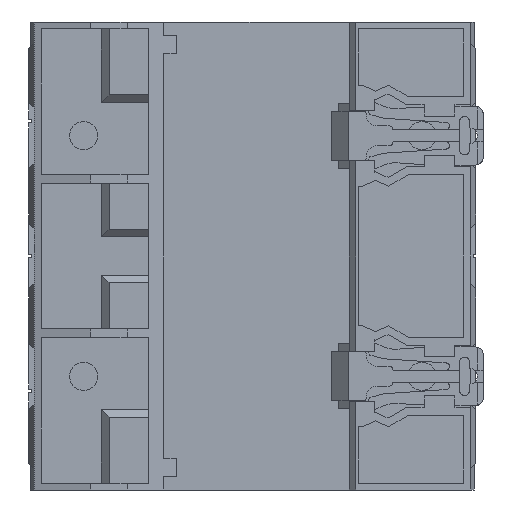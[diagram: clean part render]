
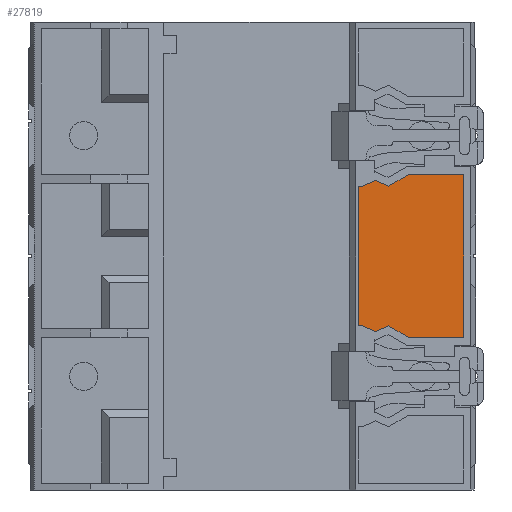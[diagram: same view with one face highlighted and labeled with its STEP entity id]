
A CAD part, front view. The second image highlights one B-rep face of the part: STEP entity #27819.
In plain terms, the highlighted planar face has unit normal (0, -1, 0).
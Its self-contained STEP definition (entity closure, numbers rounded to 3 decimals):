
#595 = VERTEX_POINT ( 'NONE', #1329 ) ;
#1123 = LINE ( 'NONE', #38039, #39283 ) ;
#1139 = VERTEX_POINT ( 'NONE', #19778 ) ;
#1329 = CARTESIAN_POINT ( 'NONE',  ( 71.6, 1.6, 15.55 ) ) ;
#1399 = EDGE_CURVE ( 'NONE', #13953, #9503, #18370, .T. ) ;
#1467 = ORIENTED_EDGE ( 'NONE', *, *, #11567, .T. ) ;
#1479 = ORIENTED_EDGE ( 'NONE', *, *, #2780, .T. ) ;
#1675 = VECTOR ( 'NONE', #19914, 1000. ) ;
#2780 = EDGE_CURVE ( 'NONE', #4960, #30826, #9425, .T. ) ;
#2797 = VECTOR ( 'NONE', #13014, 1000. ) ;
#3004 = LINE ( 'NONE', #27321, #21460 ) ;
#3357 = LINE ( 'NONE', #12384, #27700 ) ;
#3499 = CARTESIAN_POINT ( 'NONE',  ( 67.8, 1.6, 13.35 ) ) ;
#3554 = DIRECTION ( 'NONE',  ( 0.865, 0., -0.501 ) ) ;
#3666 = VERTEX_POINT ( 'NONE', #22068 ) ;
#3688 = DIRECTION ( 'NONE',  ( -0.915, 0., 0.403 ) ) ;
#3825 = ORIENTED_EDGE ( 'NONE', *, *, #29450, .T. ) ;
#4155 = VECTOR ( 'NONE', #9812, 1000. ) ;
#4201 = CARTESIAN_POINT ( 'NONE',  ( 62., 1.6, -13.35 ) ) ;
#4960 = VERTEX_POINT ( 'NONE', #23409 ) ;
#5064 = CARTESIAN_POINT ( 'NONE',  ( 62., 1.6, 13.35 ) ) ;
#6151 = ORIENTED_EDGE ( 'NONE', *, *, #14336, .T. ) ;
#6693 = VERTEX_POINT ( 'NONE', #4201 ) ;
#6723 = LINE ( 'NONE', #18869, #34041 ) ;
#6816 = CARTESIAN_POINT ( 'NONE',  ( 82.2, 1.6, -15.55 ) ) ;
#7008 = DIRECTION ( 'NONE',  ( 1., 0., 0. ) ) ;
#7715 = VECTOR ( 'NONE', #7008, 1000. ) ;
#7852 = CARTESIAN_POINT ( 'NONE',  ( 62.8, 1.6, -13.35 ) ) ;
#8884 = DIRECTION ( 'NONE',  ( 1., 0., 0. ) ) ;
#9425 = LINE ( 'NONE', #6816, #2797 ) ;
#9503 = VERTEX_POINT ( 'NONE', #28092 ) ;
#9812 = DIRECTION ( 'NONE',  ( 0.915, 0., 0.403 ) ) ;
#10758 = CARTESIAN_POINT ( 'NONE',  ( 82.2, 1.6, 15.55 ) ) ;
#10944 = EDGE_CURVE ( 'NONE', #595, #36594, #6723, .T. ) ;
#11440 = EDGE_CURVE ( 'NONE', #35328, #6693, #21099, .T. ) ;
#11567 = EDGE_CURVE ( 'NONE', #9503, #3666, #3357, .T. ) ;
#12012 = DIRECTION ( 'NONE',  ( -1., 0., 0. ) ) ;
#12384 = CARTESIAN_POINT ( 'NONE',  ( 71.6, 1.6, -15.55 ) ) ;
#12738 = EDGE_CURVE ( 'NONE', #30826, #595, #35475, .T. ) ;
#12974 = FACE_OUTER_BOUND ( 'NONE', #29793, .T. ) ;
#13014 = DIRECTION ( 'NONE',  ( 0., 0., 1. ) ) ;
#13404 = CARTESIAN_POINT ( 'NONE',  ( 82.2, 1.6, 15.55 ) ) ;
#13953 = VERTEX_POINT ( 'NONE', #22281 ) ;
#14139 = VECTOR ( 'NONE', #8884, 1000. ) ;
#14336 = EDGE_CURVE ( 'NONE', #1139, #16623, #1123, .T. ) ;
#14531 = CARTESIAN_POINT ( 'NONE',  ( 65.3, 1.6, -14.45 ) ) ;
#16210 = EDGE_CURVE ( 'NONE', #6693, #35695, #17530, .T. ) ;
#16623 = VERTEX_POINT ( 'NONE', #20964 ) ;
#16916 = ORIENTED_EDGE ( 'NONE', *, *, #18106, .T. ) ;
#17165 = ORIENTED_EDGE ( 'NONE', *, *, #19342, .T. ) ;
#17530 = LINE ( 'NONE', #22151, #7715 ) ;
#18106 = EDGE_CURVE ( 'NONE', #35695, #13953, #29678, .T. ) ;
#18370 = LINE ( 'NONE', #33709, #4155 ) ;
#18869 = CARTESIAN_POINT ( 'NONE',  ( 71.6, 1.6, 15.55 ) ) ;
#19342 = EDGE_CURVE ( 'NONE', #16623, #35328, #3004, .T. ) ;
#19374 = ORIENTED_EDGE ( 'NONE', *, *, #16210, .T. ) ;
#19778 = CARTESIAN_POINT ( 'NONE',  ( 65.3, 1.6, 14.45 ) ) ;
#19914 = DIRECTION ( 'NONE',  ( -1., 0., 0. ) ) ;
#20523 = CARTESIAN_POINT ( 'NONE',  ( 62., 1.6, -13.35 ) ) ;
#20964 = CARTESIAN_POINT ( 'NONE',  ( 62.8, 1.6, 13.35 ) ) ;
#21099 = LINE ( 'NONE', #20523, #22588 ) ;
#21460 = VECTOR ( 'NONE', #12012, 1000. ) ;
#22068 = CARTESIAN_POINT ( 'NONE',  ( 71.6, 1.6, -15.55 ) ) ;
#22151 = CARTESIAN_POINT ( 'NONE',  ( 62.8, 1.6, -13.35 ) ) ;
#22281 = CARTESIAN_POINT ( 'NONE',  ( 65.3, 1.6, -14.45 ) ) ;
#22302 = ORIENTED_EDGE ( 'NONE', *, *, #12738, .T. ) ;
#22588 = VECTOR ( 'NONE', #24321, 1000. ) ;
#22724 = ORIENTED_EDGE ( 'NONE', *, *, #11440, .T. ) ;
#23409 = CARTESIAN_POINT ( 'NONE',  ( 82.2, 1.6, -15.55 ) ) ;
#23844 = CARTESIAN_POINT ( 'NONE',  ( 82.2, 1.6, -15.55 ) ) ;
#24321 = DIRECTION ( 'NONE',  ( 0., 0., -1. ) ) ;
#24545 = DIRECTION ( 'NONE',  ( -1., 0., 0. ) ) ;
#24629 = ORIENTED_EDGE ( 'NONE', *, *, #39344, .T. ) ;
#25124 = CARTESIAN_POINT ( 'NONE',  ( 0., 1.6, 0. ) ) ;
#26678 = DIRECTION ( 'NONE',  ( 0.915, 0., -0.403 ) ) ;
#26926 = ORIENTED_EDGE ( 'NONE', *, *, #10944, .T. ) ;
#27321 = CARTESIAN_POINT ( 'NONE',  ( 62.8, 1.6, 13.35 ) ) ;
#27700 = VECTOR ( 'NONE', #3554, 1000. ) ;
#27819 = ADVANCED_FACE ( 'NONE', ( #12974 ), #33876, .F. ) ;
#28092 = CARTESIAN_POINT ( 'NONE',  ( 67.8, 1.6, -13.35 ) ) ;
#28099 = AXIS2_PLACEMENT_3D ( 'NONE', #25124, #30683, #24545 ) ;
#28393 = VECTOR ( 'NONE', #26678, 1000. ) ;
#29450 = EDGE_CURVE ( 'NONE', #3666, #4960, #38628, .T. ) ;
#29678 = LINE ( 'NONE', #14531, #28393 ) ;
#29793 = EDGE_LOOP ( 'NONE', ( #22302, #26926, #24629, #6151, #17165, #22724, #19374, #16916, #31555, #1467, #3825, #1479 ) ) ;
#30313 = CARTESIAN_POINT ( 'NONE',  ( 67.8, 1.6, 13.35 ) ) ;
#30683 = DIRECTION ( 'NONE',  ( 0., 1., 0. ) ) ;
#30826 = VERTEX_POINT ( 'NONE', #13404 ) ;
#31016 = DIRECTION ( 'NONE',  ( -0.865, 0., -0.501 ) ) ;
#31555 = ORIENTED_EDGE ( 'NONE', *, *, #1399, .T. ) ;
#32025 = DIRECTION ( 'NONE',  ( -0.915, 0., -0.403 ) ) ;
#33709 = CARTESIAN_POINT ( 'NONE',  ( 67.8, 1.6, -13.35 ) ) ;
#33876 = PLANE ( 'NONE',  #28099 ) ;
#34041 = VECTOR ( 'NONE', #31016, 1000. ) ;
#35328 = VERTEX_POINT ( 'NONE', #5064 ) ;
#35475 = LINE ( 'NONE', #10758, #1675 ) ;
#35695 = VERTEX_POINT ( 'NONE', #7852 ) ;
#36594 = VERTEX_POINT ( 'NONE', #30313 ) ;
#38039 = CARTESIAN_POINT ( 'NONE',  ( 65.3, 1.6, 14.45 ) ) ;
#38628 = LINE ( 'NONE', #23844, #14139 ) ;
#39044 = VECTOR ( 'NONE', #3688, 1000. ) ;
#39283 = VECTOR ( 'NONE', #32025, 1000. ) ;
#39344 = EDGE_CURVE ( 'NONE', #36594, #1139, #39435, .T. ) ;
#39435 = LINE ( 'NONE', #3499, #39044 ) ;
